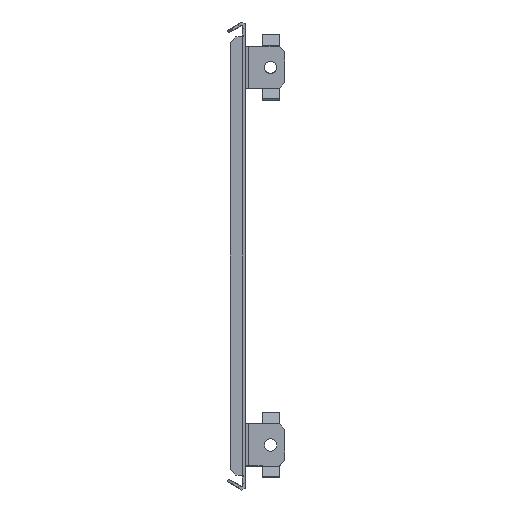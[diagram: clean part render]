
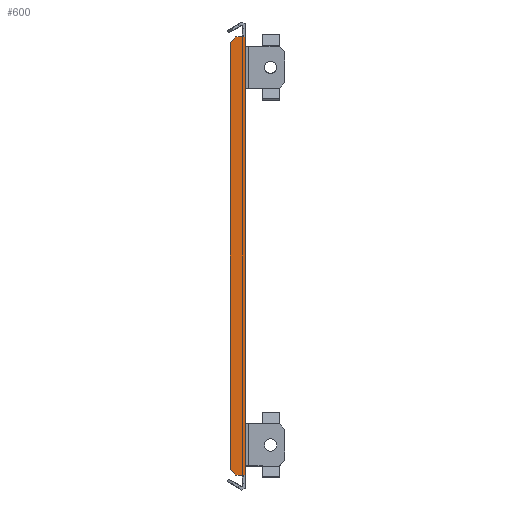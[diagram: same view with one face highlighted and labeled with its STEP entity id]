
A CAD part, front view. The second image highlights one B-rep face of the part: STEP entity #600.
In plain terms, the highlighted planar face has unit normal (0, -1, 0).
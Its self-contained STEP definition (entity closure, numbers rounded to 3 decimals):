
#206 = CARTESIAN_POINT ( 'NONE',  ( 0., -253., 115.897 ) ) ;
#247 = ORIENTED_EDGE ( 'NONE', *, *, #9828, .F. ) ;
#358 = CARTESIAN_POINT ( 'NONE',  ( -2.5, -253., -115.897 ) ) ;
#600 = ADVANCED_FACE ( 'NONE', ( #11448 ), #15926, .F. ) ;
#909 = DIRECTION ( 'NONE',  ( 0., 0., -1. ) ) ;
#1105 = CARTESIAN_POINT ( 'NONE',  ( 0., -253., 115.897 ) ) ;
#2005 = ORIENTED_EDGE ( 'NONE', *, *, #5702, .T. ) ;
#2259 = ORIENTED_EDGE ( 'NONE', *, *, #4277, .T. ) ;
#2370 = EDGE_CURVE ( 'NONE', #17318, #16199, #19300, .T. ) ;
#2399 = DIRECTION ( 'NONE',  ( 1., 0., 0. ) ) ;
#2747 = VERTEX_POINT ( 'NONE', #14112 ) ;
#3111 = LINE ( 'NONE', #8972, #8347 ) ;
#3293 = VECTOR ( 'NONE', #2399, 1000. ) ;
#3967 = CARTESIAN_POINT ( 'NONE',  ( -5., -253., 115.897 ) ) ;
#4034 = VERTEX_POINT ( 'NONE', #9092 ) ;
#4277 = EDGE_CURVE ( 'NONE', #10066, #2747, #17804, .T. ) ;
#4944 = CARTESIAN_POINT ( 'NONE',  ( -8., -253., -112.897 ) ) ;
#5468 = DIRECTION ( 'NONE',  ( -1., 0., 0. ) ) ;
#5505 = VECTOR ( 'NONE', #11583, 1000. ) ;
#5607 = VECTOR ( 'NONE', #7030, 1000. ) ;
#5702 = EDGE_CURVE ( 'NONE', #6984, #10066, #12727, .T. ) ;
#6574 = EDGE_LOOP ( 'NONE', ( #2259, #14420, #7908, #247, #14730, #18638, #11474, #2005 ) ) ;
#6984 = VERTEX_POINT ( 'NONE', #4944 ) ;
#7030 = DIRECTION ( 'NONE',  ( -0.707, 0., -0.707 ) ) ;
#7297 = DIRECTION ( 'NONE',  ( 0., 0., 1. ) ) ;
#7451 = VECTOR ( 'NONE', #10317, 1000. ) ;
#7908 = ORIENTED_EDGE ( 'NONE', *, *, #18279, .T. ) ;
#8168 = DIRECTION ( 'NONE',  ( 0.707, 0., -0.707 ) ) ;
#8248 = VECTOR ( 'NONE', #8168, 1000. ) ;
#8347 = VECTOR ( 'NONE', #7297, 1000. ) ;
#8972 = CARTESIAN_POINT ( 'NONE',  ( 0., -253., 0. ) ) ;
#9092 = CARTESIAN_POINT ( 'NONE',  ( -2.5, -253., 115.897 ) ) ;
#9828 = EDGE_CURVE ( 'NONE', #4034, #14293, #18866, .T. ) ;
#10066 = VERTEX_POINT ( 'NONE', #13008 ) ;
#10317 = DIRECTION ( 'NONE',  ( -1., 0., 0. ) ) ;
#10473 = EDGE_CURVE ( 'NONE', #2747, #14741, #13972, .T. ) ;
#11335 = CARTESIAN_POINT ( 'NONE',  ( -8., -253., 0. ) ) ;
#11448 = FACE_OUTER_BOUND ( 'NONE', #6574, .T. ) ;
#11474 = ORIENTED_EDGE ( 'NONE', *, *, #14411, .T. ) ;
#11583 = DIRECTION ( 'NONE',  ( 1., 0., 0. ) ) ;
#12727 = LINE ( 'NONE', #14135, #8248 ) ;
#13008 = CARTESIAN_POINT ( 'NONE',  ( -5., -253., -115.897 ) ) ;
#13340 = CARTESIAN_POINT ( 'NONE',  ( 0., -253., -115.897 ) ) ;
#13344 = VECTOR ( 'NONE', #909, 1000. ) ;
#13643 = CARTESIAN_POINT ( 'NONE',  ( 0., -253., -115.897 ) ) ;
#13972 = LINE ( 'NONE', #358, #5505 ) ;
#14112 = CARTESIAN_POINT ( 'NONE',  ( -2.5, -253., -115.897 ) ) ;
#14135 = CARTESIAN_POINT ( 'NONE',  ( -60.448, -253., -60.448 ) ) ;
#14293 = VERTEX_POINT ( 'NONE', #206 ) ;
#14411 = EDGE_CURVE ( 'NONE', #16199, #6984, #19051, .T. ) ;
#14420 = ORIENTED_EDGE ( 'NONE', *, *, #10473, .T. ) ;
#14547 = CARTESIAN_POINT ( 'NONE',  ( 0., -253., 0. ) ) ;
#14607 = CARTESIAN_POINT ( 'NONE',  ( 0., -253., 115.897 ) ) ;
#14730 = ORIENTED_EDGE ( 'NONE', *, *, #19365, .T. ) ;
#14741 = VERTEX_POINT ( 'NONE', #13643 ) ;
#14832 = DIRECTION ( 'NONE',  ( 0., 1., 0. ) ) ;
#14872 = CARTESIAN_POINT ( 'NONE',  ( -60.448, -253., 60.448 ) ) ;
#15259 = AXIS2_PLACEMENT_3D ( 'NONE', #14547, #14832, #5468 ) ;
#15926 = PLANE ( 'NONE',  #15259 ) ;
#16199 = VERTEX_POINT ( 'NONE', #18251 ) ;
#17061 = VECTOR ( 'NONE', #19467, 1000. ) ;
#17318 = VERTEX_POINT ( 'NONE', #3967 ) ;
#17759 = LINE ( 'NONE', #14607, #7451 ) ;
#17804 = LINE ( 'NONE', #13340, #17061 ) ;
#18251 = CARTESIAN_POINT ( 'NONE',  ( -8., -253., 112.897 ) ) ;
#18279 = EDGE_CURVE ( 'NONE', #14741, #14293, #3111, .T. ) ;
#18638 = ORIENTED_EDGE ( 'NONE', *, *, #2370, .T. ) ;
#18866 = LINE ( 'NONE', #1105, #3293 ) ;
#19051 = LINE ( 'NONE', #11335, #13344 ) ;
#19300 = LINE ( 'NONE', #14872, #5607 ) ;
#19365 = EDGE_CURVE ( 'NONE', #4034, #17318, #17759, .T. ) ;
#19467 = DIRECTION ( 'NONE',  ( 1., 0., 0. ) ) ;
